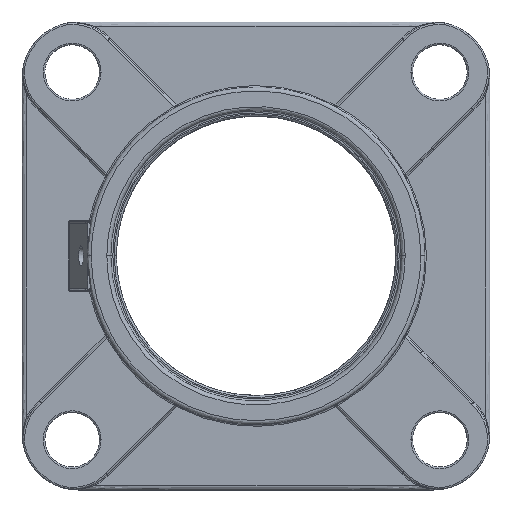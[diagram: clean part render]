
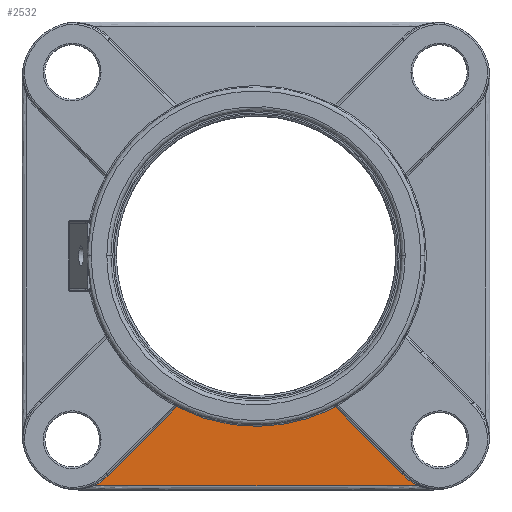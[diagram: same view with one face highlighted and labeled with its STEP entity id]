
A CAD part, top view. The second image highlights one B-rep face of the part: STEP entity #2532.
In plain terms, the highlighted free-form (B-spline) face has degree [1, 1] with [2, 2] control points.
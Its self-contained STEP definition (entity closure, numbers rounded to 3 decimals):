
#706 = VERTEX_POINT('',#707);
#707 = CARTESIAN_POINT('',(-25.75,-49.216,
    16.337));
#715 = VERTEX_POINT('',#716);
#716 = CARTESIAN_POINT('',(25.778,-49.201,
    16.337));
#722 = EDGE_CURVE('',#706,#715,#723,.T.);
#723 = ( BOUNDED_CURVE() B_SPLINE_CURVE(2,(#724,#725,#726),
.UNSPECIFIED.,.F.,.F.) B_SPLINE_CURVE_WITH_KNOTS((3,3),(4.23,
5.195),.PIECEWISE_BEZIER_KNOTS.) CURVE() 
GEOMETRIC_REPRESENTATION_ITEM() RATIONAL_B_SPLINE_CURVE((1.,
0.886,1.)) REPRESENTATION_ITEM('') );
#724 = CARTESIAN_POINT('',(-25.75,-49.216,
    16.337));
#725 = CARTESIAN_POINT('',(0.018,-62.698,
    16.337));
#726 = CARTESIAN_POINT('',(25.778,-49.201,
    16.337));
#2532 = ADVANCED_FACE('',(#2533),#2571,.T.);
#2533 = FACE_BOUND('',#2534,.T.);
#2534 = EDGE_LOOP('',(#2535,#2542,#2550,#2557,#2565,#2570));
#2535 = ORIENTED_EDGE('',*,*,#2536,.T.);
#2536 = EDGE_CURVE('',#706,#2537,#2539,.T.);
#2537 = VERTEX_POINT('',#2538);
#2538 = CARTESIAN_POINT('',(-48.185,-71.658,
    16.337));
#2539 = B_SPLINE_CURVE_WITH_KNOTS('',1,(#2540,#2541),.UNSPECIFIED.,.F.,
  .F.,(2,2),(-12.14,12.14),.PIECEWISE_BEZIER_KNOTS.);
#2540 = CARTESIAN_POINT('',(-25.75,-49.216,
    16.337));
#2541 = CARTESIAN_POINT('',(-48.185,-71.658,
    16.337));
#2542 = ORIENTED_EDGE('',*,*,#2543,.F.);
#2543 = EDGE_CURVE('',#2544,#2537,#2546,.T.);
#2544 = VERTEX_POINT('',#2545);
#2545 = CARTESIAN_POINT('',(-52.881,-74.954,
    16.337));
#2546 = ( BOUNDED_CURVE() B_SPLINE_CURVE(2,(#2547,#2548,#2549),
.UNSPECIFIED.,.F.,.F.) B_SPLINE_CURVE_WITH_KNOTS((3,3),(5.151,
5.498),.PIECEWISE_BEZIER_KNOTS.) CURVE() 
GEOMETRIC_REPRESENTATION_ITEM() RATIONAL_B_SPLINE_CURVE((1.,
0.985,1.)) REPRESENTATION_ITEM('') );
#2547 = CARTESIAN_POINT('',(-52.881,-74.954,
    16.337));
#2548 = CARTESIAN_POINT('',(-50.244,-73.718,
    16.337));
#2549 = CARTESIAN_POINT('',(-48.185,-71.658,
    16.337));
#2550 = ORIENTED_EDGE('',*,*,#2551,.F.);
#2551 = EDGE_CURVE('',#2552,#2544,#2554,.T.);
#2552 = VERTEX_POINT('',#2553);
#2553 = CARTESIAN_POINT('',(52.881,-74.954,
    16.337));
#2554 = B_SPLINE_CURVE_WITH_KNOTS('',1,(#2555,#2556),.UNSPECIFIED.,.F.,
  .F.,(2,2),(-40.461,40.461),.PIECEWISE_BEZIER_KNOTS.);
#2555 = CARTESIAN_POINT('',(52.881,-74.954,
    16.337));
#2556 = CARTESIAN_POINT('',(-52.881,-74.954,
    16.337));
#2557 = ORIENTED_EDGE('',*,*,#2558,.F.);
#2558 = EDGE_CURVE('',#2559,#2552,#2561,.T.);
#2559 = VERTEX_POINT('',#2560);
#2560 = CARTESIAN_POINT('',(47.499,-70.929,
    16.337));
#2561 = ( BOUNDED_CURVE() B_SPLINE_CURVE(2,(#2562,#2563,#2564),
.UNSPECIFIED.,.F.,.F.) B_SPLINE_CURVE_WITH_KNOTS((3,3),(3.866,
4.274),.PIECEWISE_BEZIER_KNOTS.) CURVE() 
GEOMETRIC_REPRESENTATION_ITEM() RATIONAL_B_SPLINE_CURVE((1.,
0.979,1.)) REPRESENTATION_ITEM('') );
#2562 = CARTESIAN_POINT('',(47.499,-70.929,
    16.337));
#2563 = CARTESIAN_POINT('',(49.774,-73.498,
    16.337));
#2564 = CARTESIAN_POINT('',(52.881,-74.954,
    16.337));
#2565 = ORIENTED_EDGE('',*,*,#2566,.F.);
#2566 = EDGE_CURVE('',#715,#2559,#2567,.T.);
#2567 = B_SPLINE_CURVE_WITH_KNOTS('',1,(#2568,#2569),.UNSPECIFIED.,.F.,
  .F.,(2,2),(-11.754,11.754),.PIECEWISE_BEZIER_KNOTS.);
#2568 = CARTESIAN_POINT('',(25.778,-49.201,
    16.337));
#2569 = CARTESIAN_POINT('',(47.499,-70.929,
    16.337));
#2570 = ORIENTED_EDGE('',*,*,#722,.F.);
#2571 = B_SPLINE_SURFACE_WITH_KNOTS('',1,1,(
    (#2572,#2573)
    ,(#2574,#2575
    )),.UNSPECIFIED.,.F.,.F.,.F.,(2,2),(2,2),(-40.461,
    40.461),(-57.35,-37.646),
  .PIECEWISE_BEZIER_KNOTS.);
#2572 = CARTESIAN_POINT('',(-52.881,-74.954,
    16.337));
#2573 = CARTESIAN_POINT('',(-52.881,-49.201,
    16.337));
#2574 = CARTESIAN_POINT('',(52.881,-74.954,
    16.337));
#2575 = CARTESIAN_POINT('',(52.881,-49.201,
    16.337));
